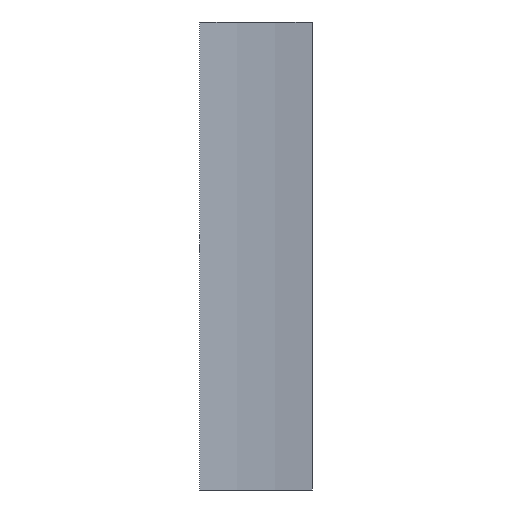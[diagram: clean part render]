
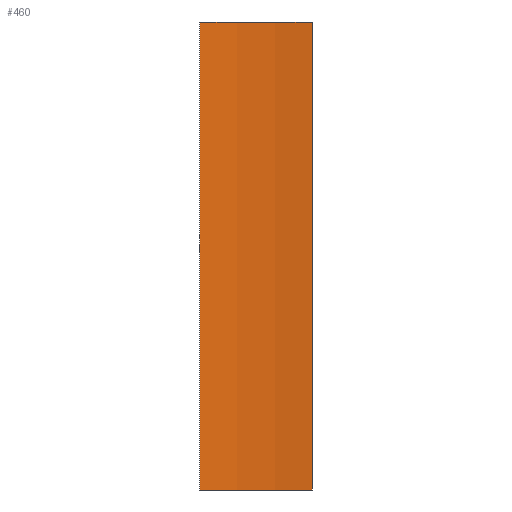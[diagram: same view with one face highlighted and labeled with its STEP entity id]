
A CAD part, front view. The second image highlights one B-rep face of the part: STEP entity #460.
In plain terms, the highlighted cylindrical face has radius 80.518 mm (diameter 161.036 mm), a partial arc.
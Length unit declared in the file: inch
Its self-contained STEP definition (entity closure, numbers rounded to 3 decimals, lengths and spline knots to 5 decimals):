
#3 = CARTESIAN_POINT ( 'NONE',  ( 0.51, -0.27129, 4.25 ) ) ;
#39 = DIRECTION ( 'NONE',  ( 0., 0., -1. ) ) ;
#59 = VERTEX_POINT ( 'NONE', #146 ) ;
#138 = CARTESIAN_POINT ( 'NONE',  ( -0.51, -0.27129, 4.25 ) ) ;
#146 = CARTESIAN_POINT ( 'NONE',  ( -0.51, -0.27129, 0. ) ) ;
#150 = DIRECTION ( 'NONE',  ( 0., 0., -1. ) ) ;
#190 = FACE_OUTER_BOUND ( 'NONE', #467, .T. ) ;
#207 = ORIENTED_EDGE ( 'NONE', *, *, #517, .T. ) ;
#238 = ORIENTED_EDGE ( 'NONE', *, *, #244, .T. ) ;
#244 = EDGE_CURVE ( 'NONE', #602, #59, #601, .T. ) ;
#292 = CIRCLE ( 'NONE', #839, 3.17 ) ;
#316 = DIRECTION ( 'NONE',  ( 0., 0., -1. ) ) ;
#321 = ORIENTED_EDGE ( 'NONE', *, *, #878, .F. ) ;
#343 = CARTESIAN_POINT ( 'NONE',  ( 0., -3.4, 4.25 ) ) ;
#433 = CARTESIAN_POINT ( 'NONE',  ( 0.51, -0.27129, 0. ) ) ;
#452 = VERTEX_POINT ( 'NONE', #540 ) ;
#460 = ADVANCED_FACE ( 'NONE', ( #190 ), #927, .F. ) ;
#467 = EDGE_LOOP ( 'NONE', ( #238, #207, #321, #541 ) ) ;
#478 = AXIS2_PLACEMENT_3D ( 'NONE', #343, #631, #783 ) ;
#517 = EDGE_CURVE ( 'NONE', #59, #618, #292, .T. ) ;
#540 = CARTESIAN_POINT ( 'NONE',  ( 0.51, -0.27129, 4.25 ) ) ;
#541 = ORIENTED_EDGE ( 'NONE', *, *, #637, .F. ) ;
#601 = LINE ( 'NONE', #678, #644 ) ;
#602 = VERTEX_POINT ( 'NONE', #138 ) ;
#603 = DIRECTION ( 'NONE',  ( -1., 0., 0. ) ) ;
#606 = DIRECTION ( 'NONE',  ( 1., 0., 0. ) ) ;
#612 = VECTOR ( 'NONE', #150, 39.37008 ) ;
#618 = VERTEX_POINT ( 'NONE', #433 ) ;
#631 = DIRECTION ( 'NONE',  ( 0., 0., -1. ) ) ;
#637 = EDGE_CURVE ( 'NONE', #602, #452, #904, .T. ) ;
#643 = LINE ( 'NONE', #3, #612 ) ;
#644 = VECTOR ( 'NONE', #909, 39.37008 ) ;
#676 = CARTESIAN_POINT ( 'NONE',  ( 0., -3.4, 0. ) ) ;
#678 = CARTESIAN_POINT ( 'NONE',  ( -0.51, -0.27129, 4.25 ) ) ;
#683 = AXIS2_PLACEMENT_3D ( 'NONE', #751, #39, #603 ) ;
#751 = CARTESIAN_POINT ( 'NONE',  ( 0., -3.4, 4.25 ) ) ;
#783 = DIRECTION ( 'NONE',  ( 1., 0., 0. ) ) ;
#839 = AXIS2_PLACEMENT_3D ( 'NONE', #676, #316, #606 ) ;
#878 = EDGE_CURVE ( 'NONE', #452, #618, #643, .T. ) ;
#904 = CIRCLE ( 'NONE', #478, 3.17 ) ;
#909 = DIRECTION ( 'NONE',  ( 0., 0., -1. ) ) ;
#927 = CYLINDRICAL_SURFACE ( 'NONE', #683, 3.17 ) ;
